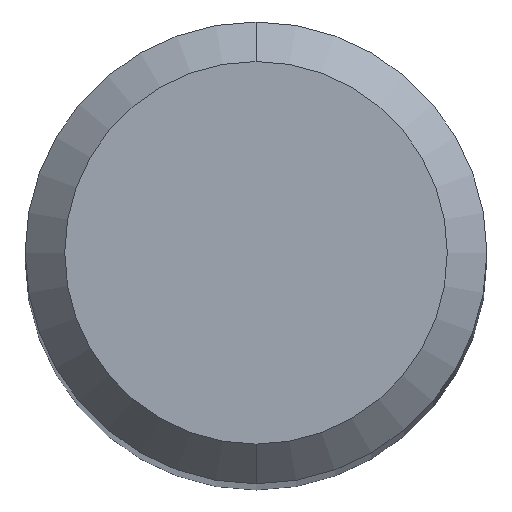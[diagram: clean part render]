
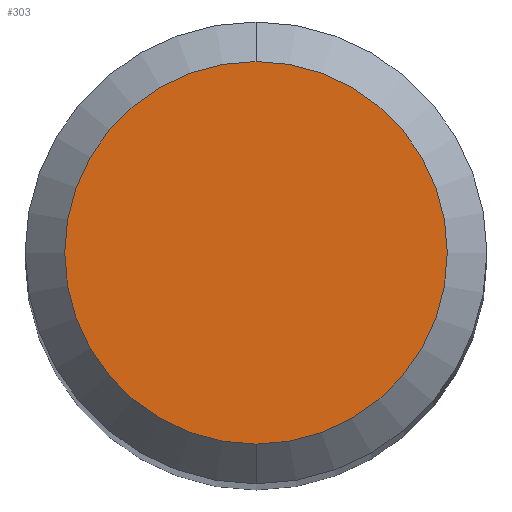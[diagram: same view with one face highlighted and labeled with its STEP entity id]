
A CAD part, top view. The second image highlights one B-rep face of the part: STEP entity #303.
In plain terms, the highlighted planar face has unit normal (0, 0, 1).
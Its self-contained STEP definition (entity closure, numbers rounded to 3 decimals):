
#171=EDGE_CURVE('',#305,#229,#395,.T.);
#229=VERTEX_POINT('',#457);
#283=EDGE_CURVE('',#229,#305,#520,.T.);
#303=ADVANCED_FACE('',(#542),#543,.T.);
#305=VERTEX_POINT('',#545);
#395=CIRCLE('',#639,1.45);
#457=CARTESIAN_POINT('',(0.0,1.45,0.0));
#520=CIRCLE('',#799,1.45);
#542=FACE_OUTER_BOUND('',#830,.T.);
#543=PLANE('',#831);
#545=CARTESIAN_POINT('',(0.,-1.45,0.0));
#639=AXIS2_PLACEMENT_3D('',#943,#944,#945);
#799=AXIS2_PLACEMENT_3D('',#1098,#1099,#1100);
#830=EDGE_LOOP('',(#1130,#1131));
#831=AXIS2_PLACEMENT_3D('',#1132,#1133,#1134);
#943=CARTESIAN_POINT('',(0.0,0.0,0.0));
#944=DIRECTION('',(0.0,0.0,-1.0));
#945=DIRECTION('',(0.0,1.0,0.0));
#1098=CARTESIAN_POINT('',(0.0,0.0,0.0));
#1099=DIRECTION('',(0.0,0.0,-1.0));
#1100=DIRECTION('',(0.0,1.0,0.0));
#1130=ORIENTED_EDGE('',*,*,#283,.F.);
#1131=ORIENTED_EDGE('',*,*,#171,.F.);
#1132=CARTESIAN_POINT('',(0.0,0.725,0.0));
#1133=DIRECTION('',(-0.0,0.0,1.0));
#1134=DIRECTION('',(0.0,-1.0,0.0));
